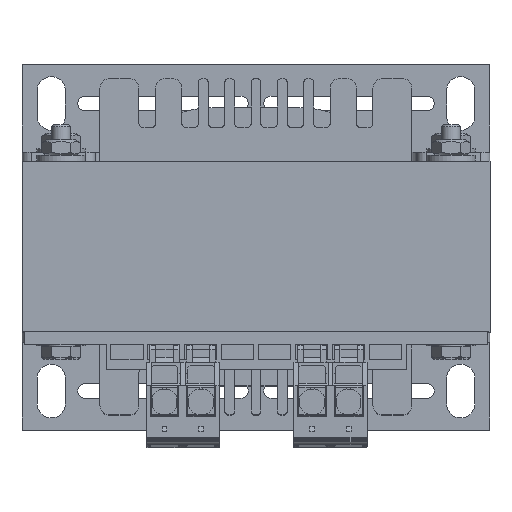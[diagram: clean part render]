
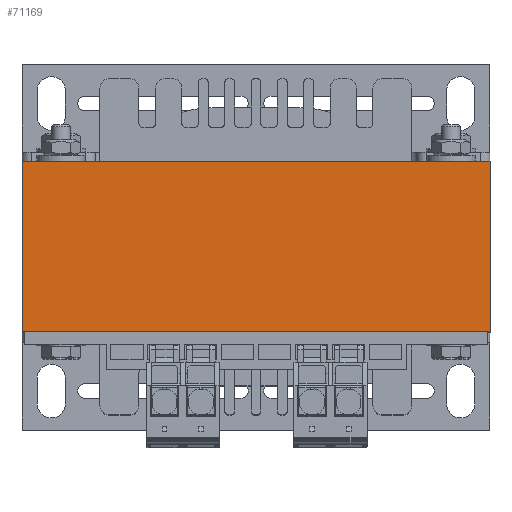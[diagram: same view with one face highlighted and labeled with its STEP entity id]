
A CAD part, top view. The second image highlights one B-rep face of the part: STEP entity #71169.
In plain terms, the highlighted planar face has unit normal (0, 0, 1).
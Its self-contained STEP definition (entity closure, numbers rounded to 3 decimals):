
#2785=PLANE('',#75161);
#5772=FACE_OUTER_BOUND('',#9483,.T.);
#9483=EDGE_LOOP('',(#49820,#49821,#49822,#49823));
#13375=LINE('',#98942,#22398);
#13376=LINE('',#98944,#22399);
#13377=LINE('',#98946,#22400);
#13378=LINE('',#98947,#22401);
#22398=VECTOR('',#80114,1.);
#22399=VECTOR('',#80115,1.);
#22400=VECTOR('',#80116,1.);
#22401=VECTOR('',#80117,1.);
#32570=VERTEX_POINT('',#98940);
#32571=VERTEX_POINT('',#98941);
#32572=VERTEX_POINT('',#98943);
#32573=VERTEX_POINT('',#98945);
#39380=EDGE_CURVE('',#32570,#32571,#13375,.T.);
#39381=EDGE_CURVE('',#32572,#32571,#13376,.T.);
#39382=EDGE_CURVE('',#32572,#32573,#13377,.T.);
#39383=EDGE_CURVE('',#32573,#32570,#13378,.T.);
#49820=ORIENTED_EDGE('',*,*,#39380,.T.);
#49821=ORIENTED_EDGE('',*,*,#39381,.F.);
#49822=ORIENTED_EDGE('',*,*,#39382,.T.);
#49823=ORIENTED_EDGE('',*,*,#39383,.T.);
#71169=ADVANCED_FACE('',(#5772),#2785,.T.);
#75161=AXIS2_PLACEMENT_3D('',#98939,#80112,#80113);
#80112=DIRECTION('center_axis',(0.,0.,1.));
#80113=DIRECTION('ref_axis',(0.,-1.,0.));
#80114=DIRECTION('',(1.,0.,0.));
#80115=DIRECTION('',(0.,-1.,0.));
#80116=DIRECTION('',(-1.,0.,0.));
#80117=DIRECTION('',(0.,-1.,0.));
#98939=CARTESIAN_POINT('Origin',(640.211,1511.157,57.5));
#98940=CARTESIAN_POINT('',(640.211,1476.157,57.5));
#98941=CARTESIAN_POINT('',(736.211,1476.157,57.5));
#98942=CARTESIAN_POINT('',(736.211,1476.157,57.5));
#98943=CARTESIAN_POINT('',(736.211,1511.157,57.5));
#98944=CARTESIAN_POINT('',(736.211,1511.157,57.5));
#98945=CARTESIAN_POINT('',(640.211,1511.157,57.5));
#98946=CARTESIAN_POINT('',(736.211,1511.157,57.5));
#98947=CARTESIAN_POINT('',(640.211,1511.157,57.5));
